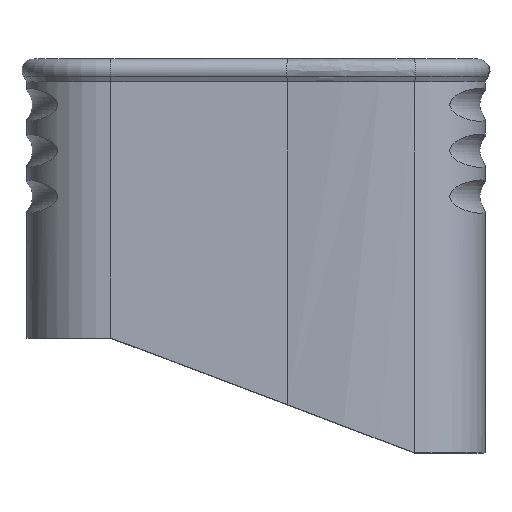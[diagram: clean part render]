
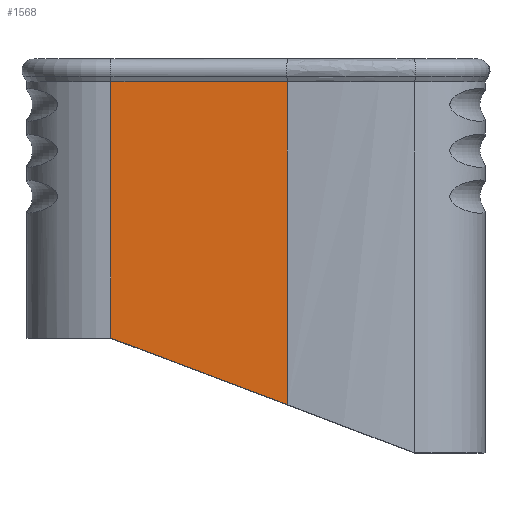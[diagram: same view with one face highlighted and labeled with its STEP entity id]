
A CAD part, top view. The second image highlights one B-rep face of the part: STEP entity #1568.
In plain terms, the highlighted planar face has unit normal (0, 0, 1).
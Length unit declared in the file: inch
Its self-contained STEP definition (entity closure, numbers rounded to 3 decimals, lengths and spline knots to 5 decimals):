
#69=PLANE('',#1711);
#151=LINE('',#3902,#238);
#194=LINE('',#4526,#281);
#203=LINE('',#4589,#290);
#204=LINE('',#4591,#291);
#238=VECTOR('',#1820,0.3937);
#281=VECTOR('',#1985,0.3937);
#290=VECTOR('',#2024,0.3937);
#291=VECTOR('',#2027,0.3937);
#399=FACE_OUTER_BOUND('',#488,.T.);
#488=EDGE_LOOP('',(#1330,#1331,#1332,#1333));
#641=VERTEX_POINT('',#3899);
#642=VERTEX_POINT('',#3901);
#702=VERTEX_POINT('',#4518);
#709=VERTEX_POINT('',#4587);
#806=EDGE_CURVE('',#642,#641,#151,.T.);
#907=EDGE_CURVE('',#642,#702,#194,.T.);
#924=EDGE_CURVE('',#702,#709,#203,.T.);
#925=EDGE_CURVE('',#641,#709,#204,.T.);
#1330=ORIENTED_EDGE('',*,*,#925,.T.);
#1331=ORIENTED_EDGE('',*,*,#924,.F.);
#1332=ORIENTED_EDGE('',*,*,#907,.F.);
#1333=ORIENTED_EDGE('',*,*,#806,.T.);
#1568=ADVANCED_FACE('',(#399),#69,.T.);
#1711=AXIS2_PLACEMENT_3D('',#4590,#2025,#2026);
#1820=DIRECTION('',(0.,-1.,0.));
#1985=DIRECTION('',(1.,0.,0.));
#2024=DIRECTION('',(0.,-1.,0.));
#2025=DIRECTION('center_axis',(0.,0.,1.));
#2026=DIRECTION('ref_axis',(-1.,0.,0.));
#2027=DIRECTION('',(0.935,-0.354,0.));
#3899=CARTESIAN_POINT('',(-1.23544,2.55906,0.49354));
#3901=CARTESIAN_POINT('',(-1.23544,3.87795,0.49354));
#3902=CARTESIAN_POINT('',(-1.23544,3.87795,0.49354));
#4518=CARTESIAN_POINT('',(-0.32871,3.87795,0.49354));
#4526=CARTESIAN_POINT('',(-1.23544,3.87795,0.49354));
#4587=CARTESIAN_POINT('',(-0.32871,2.21617,0.49354));
#4589=CARTESIAN_POINT('',(-0.32871,3.87795,0.49354));
#4590=CARTESIAN_POINT('Origin',(-0.32871,3.87795,0.49354));
#4591=CARTESIAN_POINT('',(-0.66655,2.34393,0.49354));
